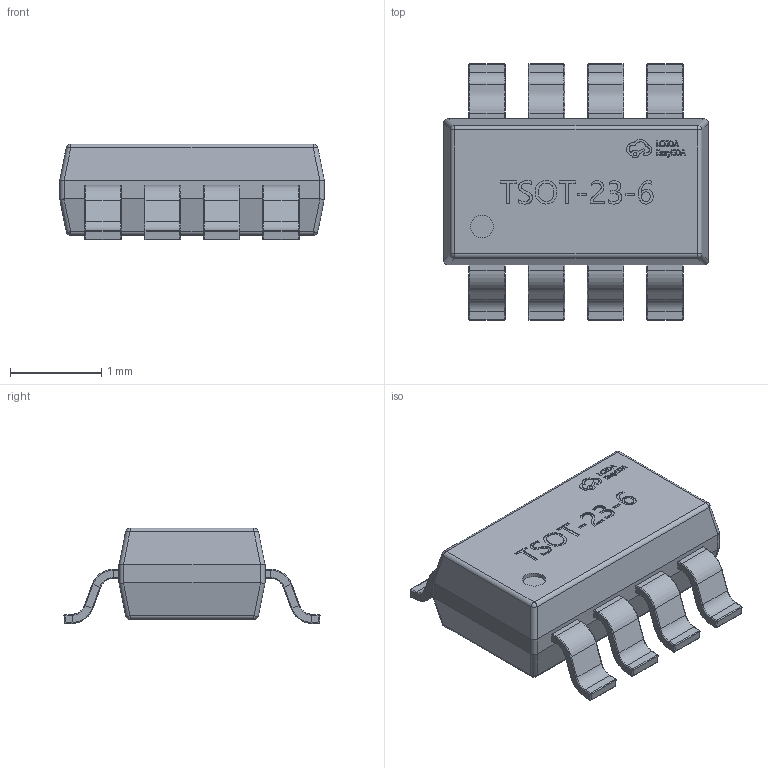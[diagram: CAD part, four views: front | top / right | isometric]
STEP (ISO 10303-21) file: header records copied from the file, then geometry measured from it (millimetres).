
FILE_DESCRIPTION(/* description */ (''),/* implementation_level */ '2;1');
FILE_NAME(/* name */ 'TSOT_23-8_3D_MODEL.step',/* time_stamp */ '2023-04-11T00:10:50+08:00',/* author */ (''),/* organization */ (''),/* preprocessor_version */ 'ST-DEVELOPER v19.2',/* originating_system */ 'Autodesk Translation Framework v11.17.0.187',/* authorisation */ '');
FILE_SCHEMA (('AUTOMOTIVE_DESIGN { 1 0 10303 214 3 1 1 }'));
Length unit declared in the file: millimetre
Products named in the file (3): U2; TSOT23-8; COMPOUND (8)
Assembly tree (2 placements, depth 3):
  U2
    TSOT23-8
      COMPOUND (8)
Bounding box: 2.9 x 2.81 x 1.05 mm (x, y, z)
Volume: 4.6 mm3; surface area: 24.2 mm2
Topology: 22 solids, 22 shells, 832 faces, 1971 edges, 1162 vertices
Faces by surface type: plane 383, cylinder 181, bspline 164, torus 64, sphere 40
Full cylindrical faces by diameter (mm): 0.25 x1
Entity records: 28362 total; most frequent: CARTESIAN_POINT 9222, ORIENTED_EDGE 3862, DIRECTION 3531, EDGE_CURVE 1931, AXIS2_PLACEMENT_3D 1181, LINE 1169, VECTOR 1169, VERTEX_POINT 1162
